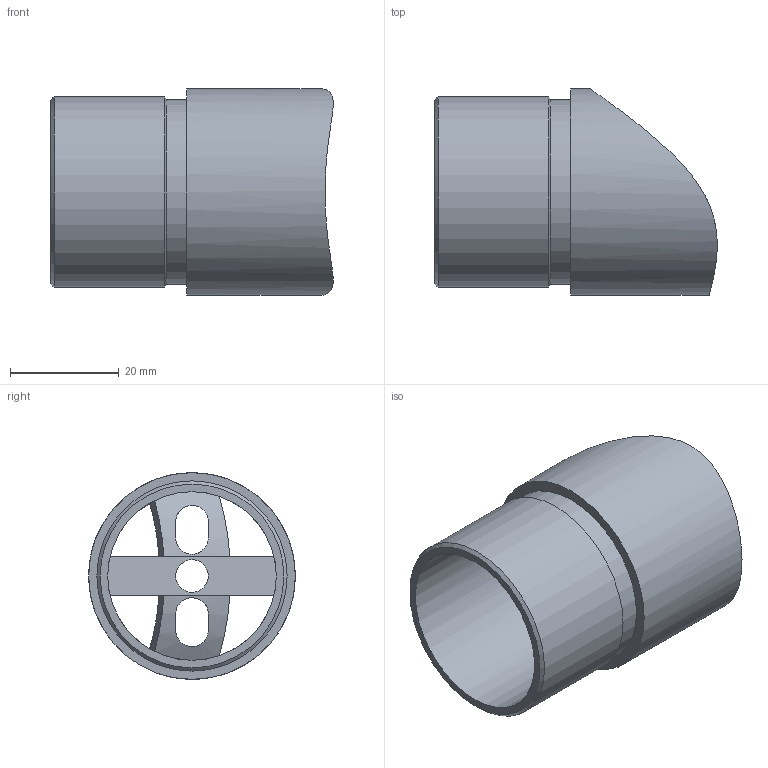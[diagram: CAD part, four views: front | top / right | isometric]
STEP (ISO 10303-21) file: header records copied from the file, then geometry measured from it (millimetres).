
FILE_DESCRIPTION(('STEP AP214'), '1');
FILE_NAME('àðò. KRT232', '2014-09-29T17:02:41', ('Áàòóðà Àíäðåé Ïàâëîâè÷'), ('Ëåñòíè÷íûé öåíòåð'), 'ASCON STEP Converter 1.3', 'ASCON Math Kernel', '');
FILE_SCHEMA(('AUTOMOTIVE_DESIGN { 1 0 10303 214 3 1 1}'));
Length unit declared in the file: millimetre
Bounding box: 51.94 x 38 x 38 mm (x, y, z)
Volume: 12282.3 mm3; surface area: 11288.3 mm2
Topology: 1 solids, 1 shells, 35 faces, 103 edges, 65 vertices
Faces by surface type: cylinder 19, plane 14, cone 2
Full cylindrical faces by diameter (mm): 6 x1, 31 x1, 34 x2, 35 x1, 38 x1
Entity records: 2987 total; most frequent: CARTESIAN_POINT 1826, ORIENTED_EDGE 190, DIRECTION 144, EDGE_CURVE 95, VERTEX_POINT 65, AXIS2_PLACEMENT_3D 55, EDGE_LOOP 52, FACE_BOUND 38
